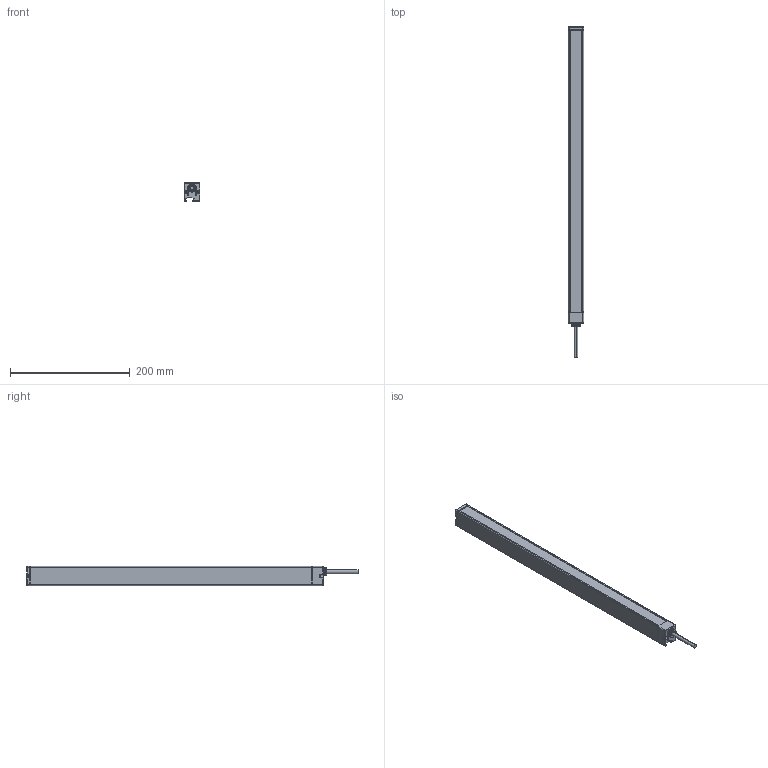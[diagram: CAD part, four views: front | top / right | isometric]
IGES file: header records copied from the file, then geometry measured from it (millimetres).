
Start section:  PTC IGES file: 158579.igs
Global section: file name: 158579.igs; native system: Pro/ENGINEER by Parametric Technology Corporation; preprocessor: 2009141; author: banengservice; organization: Unknown; date: 20121203.152318; units: inch
Bounding box: 25.4 x 553.7 x 31.75 mm (x, y, z)
Volume: 121510.9 mm3; surface area: 138842.7 mm2
Topology: 2 solids, 2 shells, 826 faces, 2250 edges, 1413 vertices
Faces by surface type: bspline 463, revolution 363
